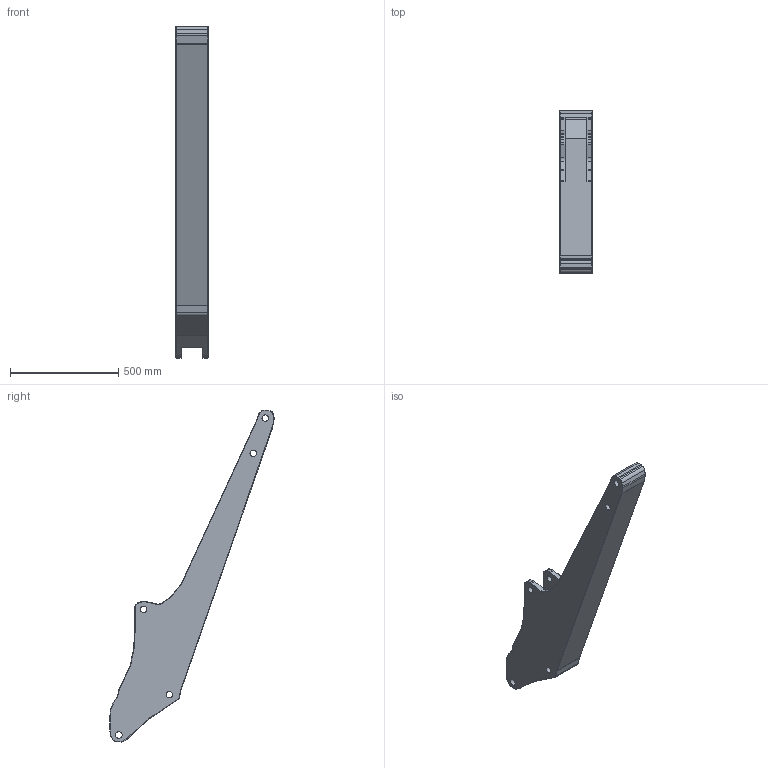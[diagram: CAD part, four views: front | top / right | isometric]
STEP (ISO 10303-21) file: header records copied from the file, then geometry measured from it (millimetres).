
FILE_DESCRIPTION(/* description */ (''),/* implementation_level */ '2;1');
FILE_NAME(/* name */ 'Stick_cut.stp',/* time_stamp */ '2025-05-02T11:26:20+02:00',/* author */ ('elias'),/* organization */ (''),/* preprocessor_version */ 'ST-DEVELOPER v20.1',/* originating_system */ 'Autodesk Inventor 2026',/* authorisation */ '');
FILE_SCHEMA (('AUTOMOTIVE_DESIGN { 1 0 10303 214 3 1 1 }'));
Length unit declared in the file: millimetre
Products named in the file (1): Sticka
Bounding box: 150 x 759.13 x 1532.9 mm (x, y, z)
Volume: 37432489.8 mm3; surface area: 1225009.5 mm2
Topology: 1 solids, 1 shells, 222 faces, 542 edges, 323 vertices
Faces by surface type: cylinder 111, torus 58, plane 53
Full cylindrical faces by diameter (mm): 30 x7
Entity records: 6584 total; most frequent: DIRECTION 1268, CARTESIAN_POINT 1088, ORIENTED_EDGE 1084, EDGE_CURVE 542, AXIS2_PLACEMENT_3D 503, VERTEX_POINT 322, CIRCLE 280, LINE 262
